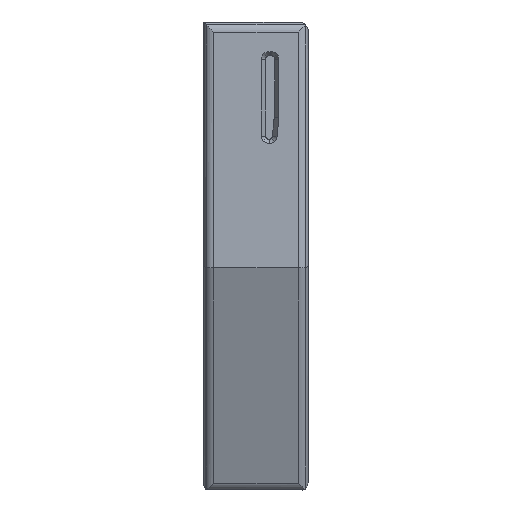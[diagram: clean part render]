
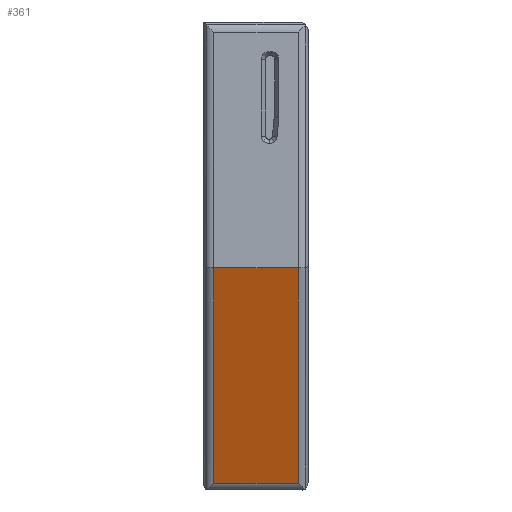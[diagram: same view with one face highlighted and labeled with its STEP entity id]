
A CAD part, front view. The second image highlights one B-rep face of the part: STEP entity #361.
In plain terms, the highlighted planar face has unit normal (0, -0.94, -0.342).
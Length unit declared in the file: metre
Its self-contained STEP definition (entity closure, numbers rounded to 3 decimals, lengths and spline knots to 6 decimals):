
#361=ADVANCED_FACE('1:15628',(#1193),#1194,.T.);
#1193=FACE_OUTER_BOUND('',#7812,.T.);
#1194=PLANE('',#7813);
#7812=EDGE_LOOP('',(#13117,#13118,#13119,#13120));
#7813=AXIS2_PLACEMENT_3D('',#13121,#13122,#13123);
#13117=ORIENTED_EDGE('',*,*,#15871,.F.);
#13118=ORIENTED_EDGE('',*,*,#15872,.F.);
#13119=ORIENTED_EDGE('',*,*,#15873,.T.);
#13120=ORIENTED_EDGE('',*,*,#15298,.F.);
#13121=CARTESIAN_POINT('',(0.029228,-0.082354,-0.069298));
#13122=DIRECTION('',(0.,-0.94,-0.342));
#13123=DIRECTION('',(0.,0.342,-0.94));
#15298=EDGE_CURVE('1:17548',#17026,#17028,#17029,.T.);
#15871=EDGE_CURVE('1:17539',#17931,#17026,#17932,.T.);
#15872=EDGE_CURVE('1:17542',#17933,#17931,#17934,.T.);
#15873=EDGE_CURVE('1:17545',#17933,#17028,#17935,.T.);
#17026=VERTEX_POINT('',#20016);
#17028=VERTEX_POINT('',#20018);
#17029=LINE('',#20019,#20020);
#17931=VERTEX_POINT('',#21940);
#17932=LINE('',#21941,#21942);
#17933=VERTEX_POINT('',#21943);
#17934=LINE('',#21944,#21945);
#17935=LINE('',#21946,#21947);
#20016=CARTESIAN_POINT('',(0.018521,-0.0816,-0.071372));
#20018=CARTESIAN_POINT('',(0.018521,-0.093219,-0.039448));
#20019=CARTESIAN_POINT('',(0.018521,-0.087645,-0.054763));
#20020=VECTOR('',#23720,1.0);
#21940=CARTESIAN_POINT('',(0.031021,-0.0816,-0.071372));
#21941=CARTESIAN_POINT('',(0.006124,-0.0816,-0.071372));
#21942=VECTOR('',#24719,1.0);
#21943=CARTESIAN_POINT('',(0.031021,-0.093219,-0.039448));
#21944=CARTESIAN_POINT('',(0.031021,-0.087683,-0.054659));
#21945=VECTOR('',#24720,1.0);
#21946=CARTESIAN_POINT('',(0.026374,-0.093219,-0.039448));
#21947=VECTOR('',#24721,1.0);
#23720=DIRECTION('',(0.,-0.342,0.94));
#24719=DIRECTION('',(-1.0,0.,0.));
#24720=DIRECTION('',(0.,0.342,-0.94));
#24721=DIRECTION('',(-1.0,0.,0.));
